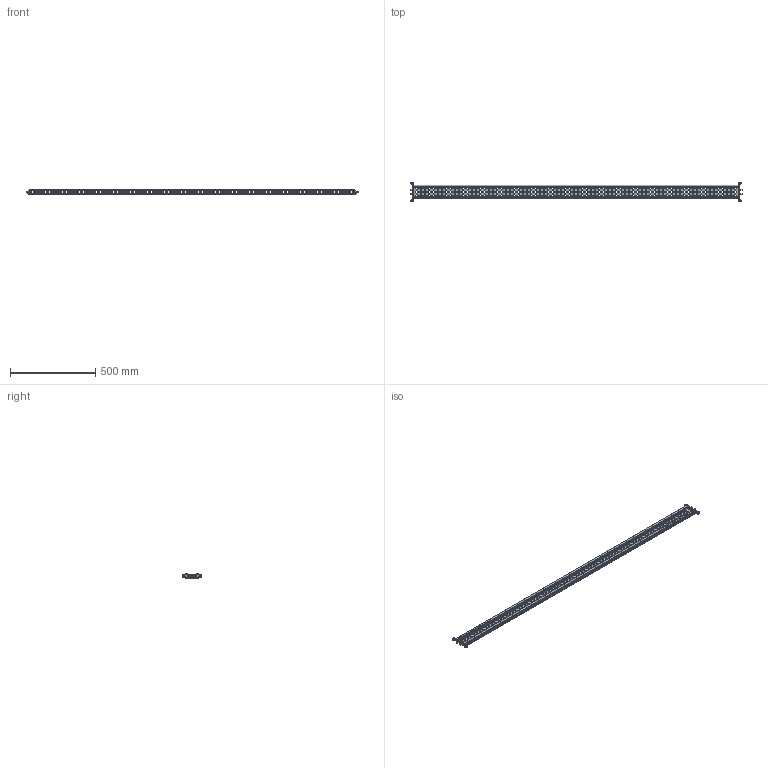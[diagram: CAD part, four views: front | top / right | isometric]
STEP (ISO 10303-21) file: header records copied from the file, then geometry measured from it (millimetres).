
FILE_DESCRIPTION (( 'STEP AP214' ), '1' );
FILE_NAME ('ARW19V Ðåéêà øèðîêàÿ âåðòèêàëüíàÿ_èçâ0048_09.19.step', '2020-11-05T13:40:53', ( '' ), ( '' ), 'SwSTEP 2.0', 'SolidWorks 2019', '' );
FILE_SCHEMA (( 'AUTOMOTIVE_DESIGN' ));
Length unit declared in the file: millimetre
Products named in the file (5): Âèíò Ì6 DIN 7985_6å16; Âèíò ñàìîíàðåçàþùèé Ì6 DIN 7516À_6å16; ARW19V Ðåéêà øèðîêàÿ âåðòèêàëüíàÿ_èçâ0048_09.19; Ãàéêà çàêëàäíàÿ Ì6 àðò.2106Ñ_00; AVT001.00.01.28 Ðåéêà øèðîêàÿ âåðòèêàëüíàÿ_èçâ0048_09.19_00
Assembly tree (13 placements, depth 2):
  ARW19V Ðåéêà øèðîêàÿ âåðòèêàëüíàÿ_èçâ0048_09.19
    AVT001.00.01.28 Ðåéêà øèðîêàÿ âåðòèêàëüíàÿ_èçâ0048_09.19_00
    Âèíò ñàìîíàðåçàþùèé Ì6 DIN 7516À_6å16  x4
    Ãàéêà çàêëàäíàÿ Ì6 àðò.2106Ñ_00  x4
    Âèíò Ì6 DIN 7985_6å16  x4
Bounding box: 1952 x 114 x 24.1 mm (x, y, z)
Volume: 474337.9 mm3; surface area: 530470.9 mm2
Topology: 17 solids, 17 shells, 3308 faces, 9390 edges, 6124 vertices
Faces by surface type: plane 2034, cylinder 1250, sphere 16, cone 8
Entity records: 98135 total; most frequent: CARTESIAN_POINT 16648, ORIENTED_EDGE 16620, DIRECTION 16314, EDGE_CURVE 8310, VECTOR 5994, LINE 5994, VERTEX_POINT 5494, AXIS2_PLACEMENT_3D 5160
